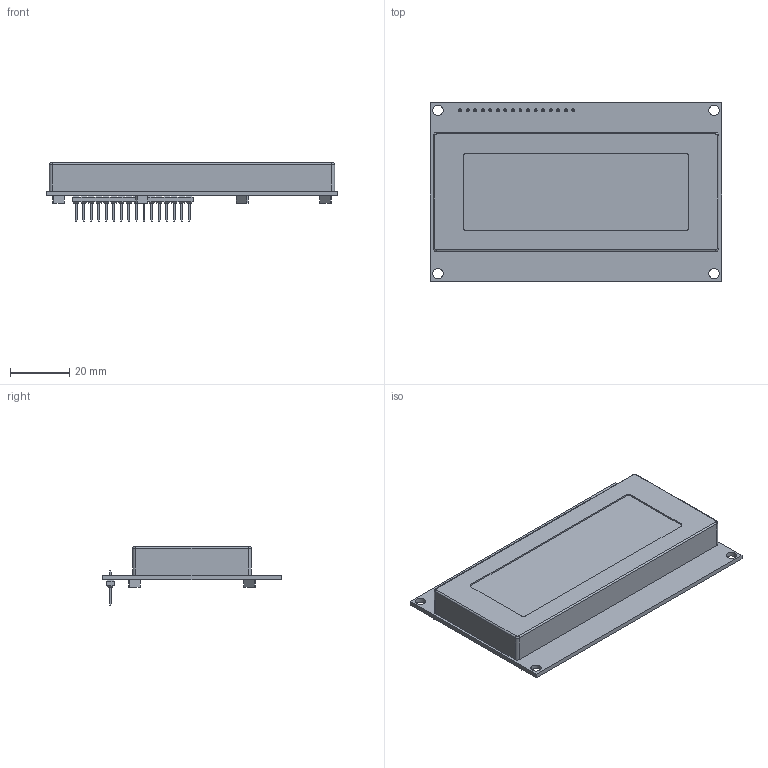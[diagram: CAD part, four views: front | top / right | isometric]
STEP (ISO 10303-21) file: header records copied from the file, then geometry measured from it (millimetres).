
FILE_DESCRIPTION(/* description */ (''),/* implementation_level */ '2;1');
FILE_NAME(/* name */ 'QP5522 Jaycar 20x4 LCD Module v14.stp',/* time_stamp */ '2019-10-09T15:33:20+07:00',/* author */ ('lenovo'),/* organization */ (''),/* preprocessor_version */ 'ST-DEVELOPER v16.13',/* originating_system */ 'Autodesk Inventor 2018',/* authorisation */ '');
FILE_SCHEMA (('AUTOMOTIVE_DESIGN { 1 0 10303 214 3 1 1 }'));
Length unit declared in the file: millimetre
Products named in the file (1): QP5522 Jaycar 20x4 LCD Module v14
Bounding box: 98 x 60 x 19.54 mm (x, y, z)
Volume: 44546.5 mm3; surface area: 23570.4 mm2
Topology: 11 solids, 11 shells, 553 faces, 1230 edges, 732 vertices
Faces by surface type: plane 517, cylinder 32, bspline 4
Full cylindrical faces by diameter (mm): 1 x16, 3.5 x4
Entity records: 15200 total; most frequent: CARTESIAN_POINT 2528, ORIENTED_EDGE 2420, DIRECTION 2378, EDGE_CURVE 1210, LINE 1142, VECTOR 1142, VERTEX_POINT 732, EDGE_LOOP 646
